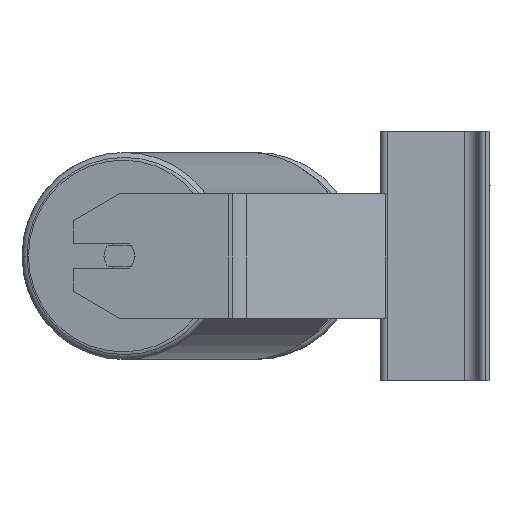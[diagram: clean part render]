
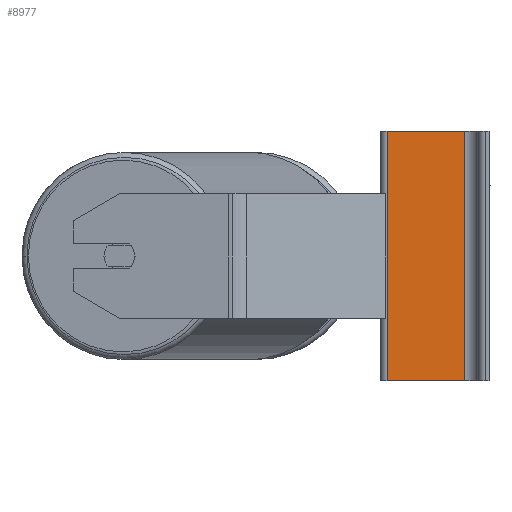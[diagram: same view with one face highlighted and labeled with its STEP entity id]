
A CAD part, left-side view. The second image highlights one B-rep face of the part: STEP entity #8977.
In plain terms, the highlighted planar face has unit normal (-1, 0, 0).
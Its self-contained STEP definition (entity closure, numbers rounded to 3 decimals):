
#514 = DIRECTION ( 'NONE',  ( 0., -1., 0. ) ) ;
#550 = CARTESIAN_POINT ( 'NONE',  ( -687., 13.5, -80. ) ) ;
#591 = VECTOR ( 'NONE', #5230, 1000. ) ;
#855 = ORIENTED_EDGE ( 'NONE', *, *, #2778, .T. ) ;
#933 = ORIENTED_EDGE ( 'NONE', *, *, #10503, .F. ) ;
#1072 = VERTEX_POINT ( 'NONE', #9166 ) ;
#1086 = LINE ( 'NONE', #8621, #5803 ) ;
#1565 = ORIENTED_EDGE ( 'NONE', *, *, #3261, .T. ) ;
#2701 = VERTEX_POINT ( 'NONE', #5340 ) ;
#2778 = EDGE_CURVE ( 'NONE', #1072, #5112, #3232, .T. ) ;
#2861 = VECTOR ( 'NONE', #6544, 1000. ) ;
#2869 = DIRECTION ( 'NONE',  ( 0., 1., 0. ) ) ;
#3232 = LINE ( 'NONE', #8120, #10065 ) ;
#3261 = EDGE_CURVE ( 'NONE', #5112, #2701, #9563, .T. ) ;
#3586 = AXIS2_PLACEMENT_3D ( 'NONE', #8837, #10268, #2869 ) ;
#3670 = FACE_OUTER_BOUND ( 'NONE', #10077, .T. ) ;
#4112 = ORIENTED_EDGE ( 'NONE', *, *, #7582, .F. ) ;
#4970 = DIRECTION ( 'NONE',  ( 0., 0., -1. ) ) ;
#5061 = VERTEX_POINT ( 'NONE', #7815 ) ;
#5112 = VERTEX_POINT ( 'NONE', #5159 ) ;
#5159 = CARTESIAN_POINT ( 'NONE',  ( -687., 13.5, -80. ) ) ;
#5230 = DIRECTION ( 'NONE',  ( 0., -1., 0. ) ) ;
#5340 = CARTESIAN_POINT ( 'NONE',  ( -687., -36., -80. ) ) ;
#5803 = VECTOR ( 'NONE', #514, 1000. ) ;
#6544 = DIRECTION ( 'NONE',  ( 0., 0., -1. ) ) ;
#7107 = LINE ( 'NONE', #9730, #2861 ) ;
#7582 = EDGE_CURVE ( 'NONE', #5061, #2701, #7107, .T. ) ;
#7815 = CARTESIAN_POINT ( 'NONE',  ( -687., -36., 80. ) ) ;
#8120 = CARTESIAN_POINT ( 'NONE',  ( -687., 13.5, 80. ) ) ;
#8621 = CARTESIAN_POINT ( 'NONE',  ( -687., 13.5, 80. ) ) ;
#8837 = CARTESIAN_POINT ( 'NONE',  ( -687., 13.5, 80. ) ) ;
#8977 = ADVANCED_FACE ( 'NONE', ( #3670 ), #10436, .F. ) ;
#9166 = CARTESIAN_POINT ( 'NONE',  ( -687., 13.5, 80. ) ) ;
#9563 = LINE ( 'NONE', #550, #591 ) ;
#9730 = CARTESIAN_POINT ( 'NONE',  ( -687., -36., 80. ) ) ;
#10065 = VECTOR ( 'NONE', #4970, 1000. ) ;
#10077 = EDGE_LOOP ( 'NONE', ( #1565, #4112, #933, #855 ) ) ;
#10268 = DIRECTION ( 'NONE',  ( 1., 0., 0. ) ) ;
#10436 = PLANE ( 'NONE',  #3586 ) ;
#10503 = EDGE_CURVE ( 'NONE', #1072, #5061, #1086, .T. ) ;
